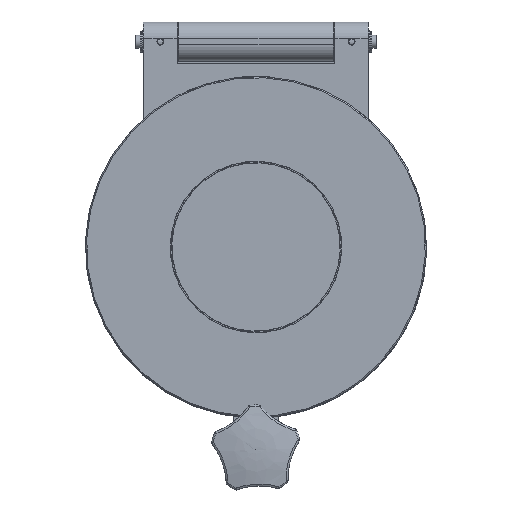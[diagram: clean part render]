
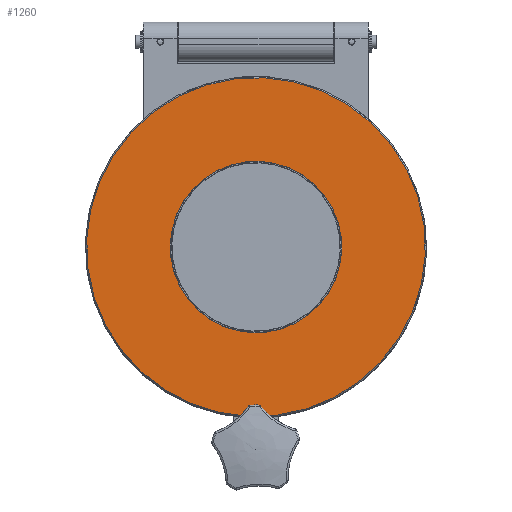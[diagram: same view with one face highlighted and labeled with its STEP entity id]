
A CAD part, front view. The second image highlights one B-rep face of the part: STEP entity #1260.
In plain terms, the highlighted face is planar.
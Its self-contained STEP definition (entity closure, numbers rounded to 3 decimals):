
#330 = PLANE ( 'NONE',  #9170 ) ;
#607 = EDGE_LOOP ( 'NONE', ( #4672 ) ) ;
#763 = DIRECTION ( 'NONE',  ( 0., -1., 0. ) ) ;
#1050 = DIRECTION ( 'NONE',  ( 0., 1., 0. ) ) ;
#1172 = EDGE_CURVE ( 'NONE', #9188, #9188, #2824, .T. ) ;
#1260 = ADVANCED_FACE ( 'NONE', ( #9808, #10603 ), #330, .T. ) ;
#1842 = CIRCLE ( 'NONE', #2730, 38.1 ) ;
#2730 = AXIS2_PLACEMENT_3D ( 'NONE', #10166, #763, #5068 ) ;
#2824 = CIRCLE ( 'NONE', #6771, 75.305 ) ;
#2875 = ORIENTED_EDGE ( 'NONE', *, *, #1172, .T. ) ;
#4559 = DIRECTION ( 'NONE',  ( 0., 0., 1. ) ) ;
#4672 = ORIENTED_EDGE ( 'NONE', *, *, #8967, .T. ) ;
#5068 = DIRECTION ( 'NONE',  ( 0., 0., -1. ) ) ;
#6107 = EDGE_LOOP ( 'NONE', ( #2875 ) ) ;
#6771 = AXIS2_PLACEMENT_3D ( 'NONE', #7737, #1050, #8638 ) ;
#7164 = CARTESIAN_POINT ( 'NONE',  ( 75.805, -10.612, 0. ) ) ;
#7542 = CARTESIAN_POINT ( 'NONE',  ( 0., -10.612, 75.305 ) ) ;
#7737 = CARTESIAN_POINT ( 'NONE',  ( 0., -10.612, 0. ) ) ;
#7844 = CARTESIAN_POINT ( 'NONE',  ( 0., -10.612, -38.1 ) ) ;
#8638 = DIRECTION ( 'NONE',  ( 0., 0., 1. ) ) ;
#8967 = EDGE_CURVE ( 'NONE', #9532, #9532, #1842, .T. ) ;
#9170 = AXIS2_PLACEMENT_3D ( 'NONE', #7164, #10656, #4559 ) ;
#9188 = VERTEX_POINT ( 'NONE', #7542 ) ;
#9532 = VERTEX_POINT ( 'NONE', #7844 ) ;
#9808 = FACE_OUTER_BOUND ( 'NONE', #6107, .T. ) ;
#10166 = CARTESIAN_POINT ( 'NONE',  ( 0., -10.612, 0. ) ) ;
#10603 = FACE_BOUND ( 'NONE', #607, .T. ) ;
#10656 = DIRECTION ( 'NONE',  ( 0., 1., 0. ) ) ;
